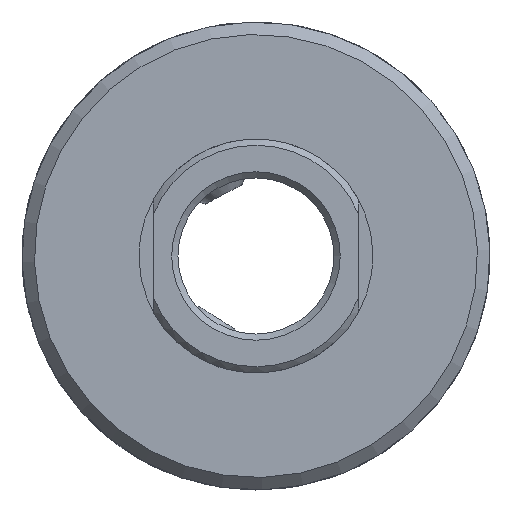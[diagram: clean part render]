
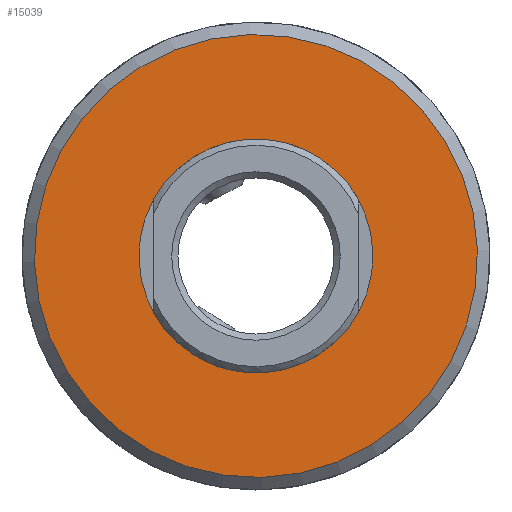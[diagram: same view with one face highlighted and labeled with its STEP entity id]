
A CAD part, front view. The second image highlights one B-rep face of the part: STEP entity #15039.
In plain terms, the highlighted face is planar.
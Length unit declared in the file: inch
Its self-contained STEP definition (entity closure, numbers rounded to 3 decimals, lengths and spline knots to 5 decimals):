
#15005=CARTESIAN_POINT('',(0.355,0.,0.187));
#15006=VERTEX_POINT('',#15005);
#15007=CARTESIAN_POINT('',(0.0,0.0,0.187));
#15008=DIRECTION('',(0.0,0.0,-1.0));
#15009=DIRECTION('',(-1.0,0.0,0.0));
#15010=AXIS2_PLACEMENT_3D('',#15007,#15008,#15009);
#15011=CIRCLE('',#15010,0.355);
#15012=EDGE_CURVE('',#15006,#15006,#15011,.T.);
#15020=CARTESIAN_POINT('',(0.0,0.0,0.187));
#15021=DIRECTION('',(0.0,0.0,-1.0));
#15022=DIRECTION('',(-1.0,0.0,0.0));
#15023=AXIS2_PLACEMENT_3D('',#15020,#15021,#15022);
#15024=PLANE('',#15023);
#15025=ORIENTED_EDGE('',*,*,#15012,.F.);
#15026=EDGE_LOOP('',(#15025));
#15027=FACE_OUTER_BOUND('',#15026,.T.);
#15028=CARTESIAN_POINT('',(0.1875,0.,0.187));
#15029=VERTEX_POINT('',#15028);
#15030=CARTESIAN_POINT('',(0.0,0.0,0.187));
#15031=DIRECTION('',(0.0,0.0,-1.0));
#15032=DIRECTION('',(-1.0,0.0,0.0));
#15033=AXIS2_PLACEMENT_3D('',#15030,#15031,#15032);
#15034=CIRCLE('',#15033,0.1875);
#15035=EDGE_CURVE('',#15029,#15029,#15034,.T.);
#15036=ORIENTED_EDGE('',*,*,#15035,.T.);
#15037=EDGE_LOOP('',(#15036));
#15038=FACE_BOUND('',#15037,.T.);
#15039=ADVANCED_FACE('',(#15027,#15038),#15024,.F.);
